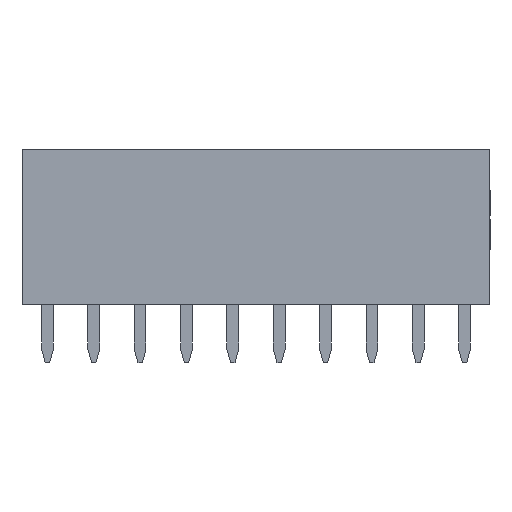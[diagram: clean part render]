
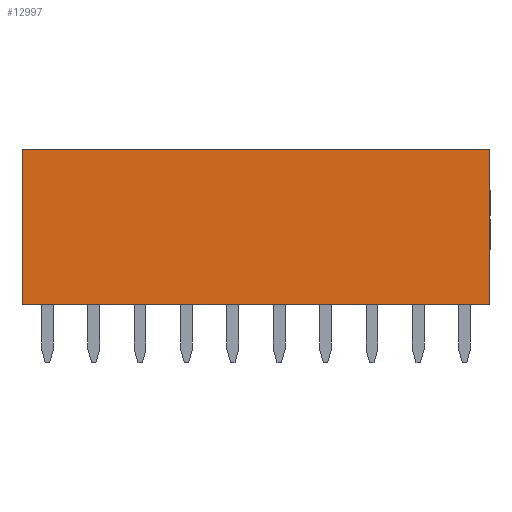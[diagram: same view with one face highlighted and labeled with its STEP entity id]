
A CAD part, front view. The second image highlights one B-rep face of the part: STEP entity #12997.
In plain terms, the highlighted planar face has unit normal (0, -1, 0).
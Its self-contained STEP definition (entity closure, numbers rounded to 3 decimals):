
#685=PLANE('',#14000);
#1251=FACE_OUTER_BOUND('',#1978,.T.);
#1978=EDGE_LOOP('',(#10581,#10582,#10583,#10584));
#2924=LINE('',#19392,#4347);
#3052=LINE('',#19961,#4475);
#3144=LINE('',#20145,#4567);
#3149=LINE('',#20154,#4572);
#4347=VECTOR('',#15992,1.);
#4475=VECTOR('',#16202,1.);
#4567=VECTOR('',#16300,1.);
#4572=VECTOR('',#16309,1.);
#6048=VERTEX_POINT('',#19378);
#6054=VERTEX_POINT('',#19390);
#6260=VERTEX_POINT('',#19960);
#6349=VERTEX_POINT('',#20142);
#7576=EDGE_CURVE('',#6054,#6048,#2924,.T.);
#7782=EDGE_CURVE('',#6260,#6054,#3052,.T.);
#7874=EDGE_CURVE('',#6048,#6349,#3144,.T.);
#7879=EDGE_CURVE('',#6349,#6260,#3149,.T.);
#10581=ORIENTED_EDGE('',*,*,#7576,.F.);
#10582=ORIENTED_EDGE('',*,*,#7782,.F.);
#10583=ORIENTED_EDGE('',*,*,#7879,.F.);
#10584=ORIENTED_EDGE('',*,*,#7874,.F.);
#12997=ADVANCED_FACE('',(#1251),#685,.T.);
#14000=AXIS2_PLACEMENT_3D('',#20158,#16314,#16315);
#15992=DIRECTION('',(0.,0.,-1.));
#16202=DIRECTION('',(1.,0.,0.));
#16300=DIRECTION('',(-1.,0.,0.));
#16309=DIRECTION('',(0.,0.,1.));
#16314=DIRECTION('center_axis',(0.,-1.,0.));
#16315=DIRECTION('ref_axis',(-1.,0.,0.));
#19378=CARTESIAN_POINT('',(12.824,-1.27,0.));
#19390=CARTESIAN_POINT('',(12.824,-1.27,8.5));
#19392=CARTESIAN_POINT('',(12.824,-1.27,8.5));
#19960=CARTESIAN_POINT('',(-12.826,-1.27,8.5));
#19961=CARTESIAN_POINT('',(-12.826,-1.27,8.5));
#20142=CARTESIAN_POINT('',(-12.826,-1.27,0.));
#20145=CARTESIAN_POINT('',(-12.826,-1.27,0.));
#20154=CARTESIAN_POINT('',(-12.826,-1.27,8.5));
#20158=CARTESIAN_POINT('Origin',(-0.001,-1.27,4.25));
